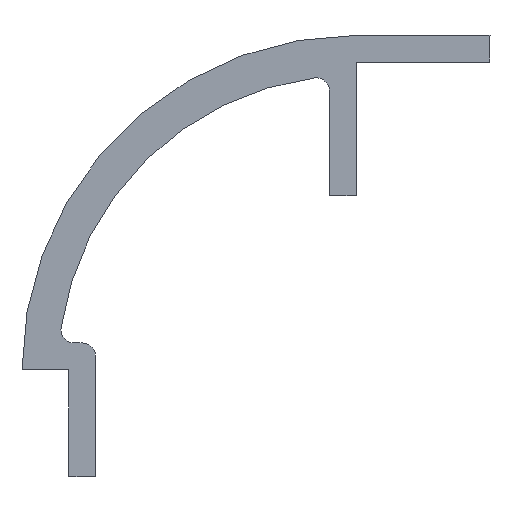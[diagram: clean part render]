
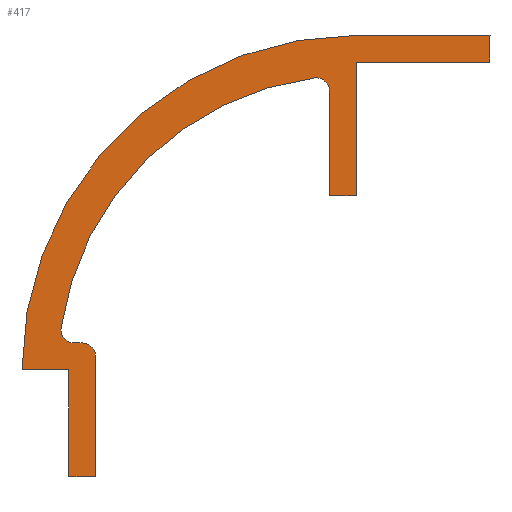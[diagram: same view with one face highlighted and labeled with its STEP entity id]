
A CAD part, front view. The second image highlights one B-rep face of the part: STEP entity #417.
In plain terms, the highlighted planar face has unit normal (0, -1, 0).
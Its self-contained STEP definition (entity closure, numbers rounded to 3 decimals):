
#33=PLANE('',#468);
#54=FACE_OUTER_BOUND('',#81,.T.);
#81=EDGE_LOOP('',(#373,#374,#375,#376,#377,#378,#379,#380,#381,#382,#383,
#384,#385,#386,#387,#388));
#97=LINE('',#642,#138);
#99=LINE('',#646,#140);
#101=LINE('',#650,#142);
#104=LINE('',#658,#145);
#106=LINE('',#662,#147);
#108=LINE('',#666,#149);
#110=LINE('',#670,#151);
#112=LINE('',#674,#153);
#114=LINE('',#678,#155);
#119=LINE('',#694,#160);
#122=LINE('',#701,#163);
#138=VECTOR('',#518,10.);
#140=VECTOR('',#522,10.);
#142=VECTOR('',#526,10.);
#145=VECTOR('',#535,10.);
#147=VECTOR('',#539,10.);
#149=VECTOR('',#543,10.);
#151=VECTOR('',#547,10.);
#153=VECTOR('',#551,10.);
#155=VECTOR('',#555,10.);
#160=VECTOR('',#574,10.);
#163=VECTOR('',#583,10.);
#175=CIRCLE('',#451,25.);
#176=CIRCLE('',#459,1.);
#177=CIRCLE('',#461,22.);
#178=CIRCLE('',#463,1.);
#179=CIRCLE('',#466,1.);
#202=VERTEX_POINT('',#639);
#203=VERTEX_POINT('',#641);
#204=VERTEX_POINT('',#645);
#205=VERTEX_POINT('',#649);
#206=VERTEX_POINT('',#653);
#207=VERTEX_POINT('',#657);
#208=VERTEX_POINT('',#661);
#209=VERTEX_POINT('',#665);
#210=VERTEX_POINT('',#669);
#211=VERTEX_POINT('',#673);
#212=VERTEX_POINT('',#677);
#213=VERTEX_POINT('',#681);
#214=VERTEX_POINT('',#685);
#215=VERTEX_POINT('',#689);
#216=VERTEX_POINT('',#693);
#217=VERTEX_POINT('',#697);
#244=EDGE_CURVE('',#203,#202,#97,.T.);
#246=EDGE_CURVE('',#204,#203,#99,.T.);
#248=EDGE_CURVE('',#205,#204,#101,.T.);
#250=EDGE_CURVE('',#206,#205,#175,.T.);
#252=EDGE_CURVE('',#207,#206,#104,.T.);
#254=EDGE_CURVE('',#208,#207,#106,.T.);
#256=EDGE_CURVE('',#209,#208,#108,.T.);
#258=EDGE_CURVE('',#210,#209,#110,.T.);
#260=EDGE_CURVE('',#211,#210,#112,.T.);
#262=EDGE_CURVE('',#212,#211,#114,.T.);
#264=EDGE_CURVE('',#213,#212,#176,.T.);
#266=EDGE_CURVE('',#214,#213,#177,.T.);
#268=EDGE_CURVE('',#215,#214,#178,.T.);
#270=EDGE_CURVE('',#216,#215,#119,.T.);
#272=EDGE_CURVE('',#217,#216,#179,.T.);
#274=EDGE_CURVE('',#202,#217,#122,.T.);
#373=ORIENTED_EDGE('',*,*,#274,.T.);
#374=ORIENTED_EDGE('',*,*,#272,.T.);
#375=ORIENTED_EDGE('',*,*,#270,.T.);
#376=ORIENTED_EDGE('',*,*,#268,.T.);
#377=ORIENTED_EDGE('',*,*,#266,.T.);
#378=ORIENTED_EDGE('',*,*,#264,.T.);
#379=ORIENTED_EDGE('',*,*,#262,.T.);
#380=ORIENTED_EDGE('',*,*,#260,.T.);
#381=ORIENTED_EDGE('',*,*,#258,.T.);
#382=ORIENTED_EDGE('',*,*,#256,.T.);
#383=ORIENTED_EDGE('',*,*,#254,.T.);
#384=ORIENTED_EDGE('',*,*,#252,.T.);
#385=ORIENTED_EDGE('',*,*,#250,.T.);
#386=ORIENTED_EDGE('',*,*,#248,.T.);
#387=ORIENTED_EDGE('',*,*,#246,.T.);
#388=ORIENTED_EDGE('',*,*,#244,.T.);
#417=ADVANCED_FACE('',(#54),#33,.T.);
#451=AXIS2_PLACEMENT_3D('',#654,#530,#531);
#459=AXIS2_PLACEMENT_3D('',#682,#559,#560);
#461=AXIS2_PLACEMENT_3D('',#686,#564,#565);
#463=AXIS2_PLACEMENT_3D('',#690,#569,#570);
#466=AXIS2_PLACEMENT_3D('',#698,#578,#579);
#468=AXIS2_PLACEMENT_3D('',#702,#584,#585);
#518=DIRECTION('',(1.,0.,0.));
#522=DIRECTION('',(0.,0.,-1.));
#526=DIRECTION('',(1.,0.,0.));
#530=DIRECTION('center_axis',(0.,-1.,0.));
#531=DIRECTION('ref_axis',(0.,0.,1.));
#535=DIRECTION('',(-1.,0.,0.));
#539=DIRECTION('',(0.,0.,1.));
#543=DIRECTION('',(1.,0.,0.));
#547=DIRECTION('',(0.,0.,1.));
#551=DIRECTION('',(1.,0.,0.));
#555=DIRECTION('',(0.,0.,-1.));
#559=DIRECTION('center_axis',(0.,1.,0.));
#560=DIRECTION('ref_axis',(1.,0.,0.));
#564=DIRECTION('center_axis',(0.,1.,0.));
#565=DIRECTION('ref_axis',(-0.129,0.,0.992));
#569=DIRECTION('center_axis',(0.,1.,0.));
#570=DIRECTION('ref_axis',(-0.99,0.,0.143));
#574=DIRECTION('',(-1.,0.,0.));
#578=DIRECTION('center_axis',(0.,-1.,0.));
#579=DIRECTION('ref_axis',(1.,0.,0.));
#583=DIRECTION('',(0.,0.,1.));
#584=DIRECTION('center_axis',(0.,-1.,0.));
#585=DIRECTION('ref_axis',(1.,0.,0.));
#639=CARTESIAN_POINT('',(43.863,-244.459,158.478));
#641=CARTESIAN_POINT('',(41.863,-244.459,158.478));
#642=CARTESIAN_POINT('',(48.863,-244.459,158.478));
#645=CARTESIAN_POINT('',(41.863,-244.459,166.478));
#646=CARTESIAN_POINT('',(41.863,-244.459,170.728));
#649=CARTESIAN_POINT('',(38.363,-244.459,166.478));
#650=CARTESIAN_POINT('',(47.113,-244.459,166.478));
#653=CARTESIAN_POINT('',(63.363,-244.459,191.478));
#654=CARTESIAN_POINT('Origin',(63.363,-244.459,166.478));
#657=CARTESIAN_POINT('',(73.363,-244.459,191.478));
#658=CARTESIAN_POINT('',(64.613,-244.459,191.478));
#661=CARTESIAN_POINT('',(73.363,-244.459,189.478));
#662=CARTESIAN_POINT('',(73.363,-244.459,182.228));
#665=CARTESIAN_POINT('',(63.363,-244.459,189.478));
#666=CARTESIAN_POINT('',(59.613,-244.459,189.478));
#669=CARTESIAN_POINT('',(63.363,-244.459,179.478));
#670=CARTESIAN_POINT('',(63.363,-244.459,177.228));
#673=CARTESIAN_POINT('',(61.363,-244.459,179.478));
#674=CARTESIAN_POINT('',(58.613,-244.459,179.478));
#677=CARTESIAN_POINT('',(61.363,-244.459,187.303));
#678=CARTESIAN_POINT('',(61.363,-244.459,181.141));
#681=CARTESIAN_POINT('',(60.234,-244.459,188.295));
#682=CARTESIAN_POINT('Origin',(60.363,-244.459,187.303));
#685=CARTESIAN_POINT('',(41.288,-244.459,169.621));
#686=CARTESIAN_POINT('Origin',(63.063,-244.459,166.478));
#689=CARTESIAN_POINT('',(42.278,-244.459,168.478));
#690=CARTESIAN_POINT('Origin',(42.278,-244.459,169.478));
#693=CARTESIAN_POINT('',(42.863,-244.459,168.478));
#694=CARTESIAN_POINT('',(49.363,-244.459,168.478));
#697=CARTESIAN_POINT('',(43.863,-244.459,167.478));
#698=CARTESIAN_POINT('Origin',(42.863,-244.459,167.478));
#701=CARTESIAN_POINT('',(43.863,-244.459,166.728));
#702=CARTESIAN_POINT('Origin',(55.863,-244.459,174.978));
